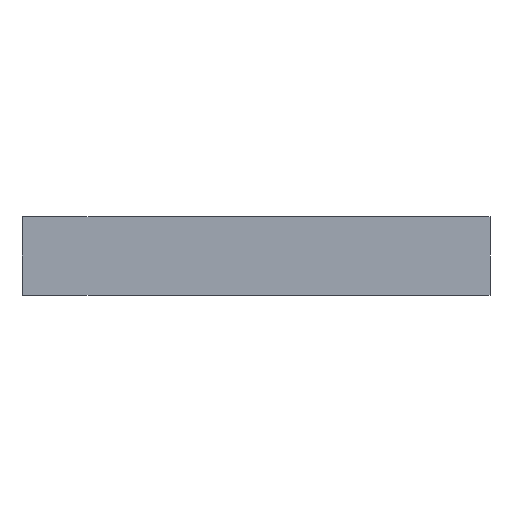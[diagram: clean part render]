
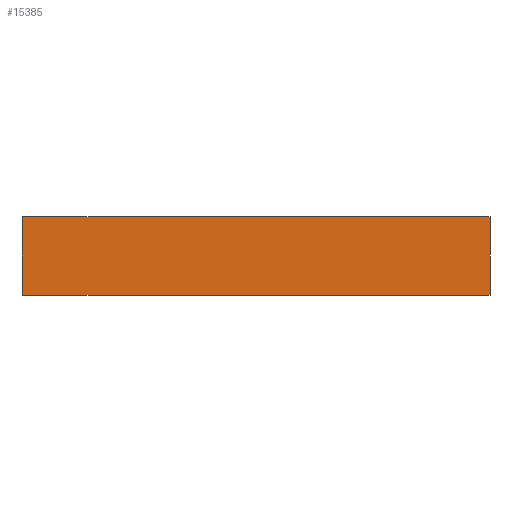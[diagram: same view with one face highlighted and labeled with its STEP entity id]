
A CAD part, front view. The second image highlights one B-rep face of the part: STEP entity #15385.
In plain terms, the highlighted planar face has unit normal (0, -1, 0).
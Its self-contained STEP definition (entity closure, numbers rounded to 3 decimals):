
#13407 = PLANE('',#13408);
#13408 = AXIS2_PLACEMENT_3D('',#13409,#13410,#13411);
#13409 = CARTESIAN_POINT('',(0.,0.,1.6)
  );
#13410 = DIRECTION('',(0.,0.,1.));
#13411 = DIRECTION('',(0.,1.,0.));
#13437 = PLANE('',#13438);
#13438 = AXIS2_PLACEMENT_3D('',#13439,#13440,#13441);
#13439 = CARTESIAN_POINT('',(0.,0.,-1.6
    ));
#13440 = DIRECTION('',(0.,0.,-1.));
#13441 = DIRECTION('',(-1.,0.,0.));
#14124 = EDGE_CURVE('',#14125,#14127,#14129,.T.);
#14125 = VERTEX_POINT('',#14126);
#14126 = CARTESIAN_POINT('',(9.5,-82.5,1.6));
#14127 = VERTEX_POINT('',#14128);
#14128 = CARTESIAN_POINT('',(-9.5,-82.5,1.6));
#14129 = SURFACE_CURVE('',#14130,(#14134,#14141),.PCURVE_S1.);
#14130 = LINE('',#14131,#14132);
#14131 = CARTESIAN_POINT('',(9.5,-82.5,1.6));
#14132 = VECTOR('',#14133,1.);
#14133 = DIRECTION('',(-1.,0.,0.));
#14134 = PCURVE('',#13407,#14135);
#14135 = DEFINITIONAL_REPRESENTATION('',(#14136),#14140);
#14136 = LINE('',#14137,#14138);
#14137 = CARTESIAN_POINT('',(-82.5,-9.5));
#14138 = VECTOR('',#14139,1.);
#14139 = DIRECTION('',(0.,1.));
#14140 = ( GEOMETRIC_REPRESENTATION_CONTEXT(2) 
PARAMETRIC_REPRESENTATION_CONTEXT() REPRESENTATION_CONTEXT('2D SPACE',''
  ) );
#14141 = PCURVE('',#14142,#14147);
#14142 = PLANE('',#14143);
#14143 = AXIS2_PLACEMENT_3D('',#14144,#14145,#14146);
#14144 = CARTESIAN_POINT('',(0.,-82.5,0.));
#14145 = DIRECTION('',(0.,-1.,0.));
#14146 = DIRECTION('',(0.,0.,-1.));
#14147 = DEFINITIONAL_REPRESENTATION('',(#14148),#14152);
#14148 = LINE('',#14149,#14150);
#14149 = CARTESIAN_POINT('',(-1.6,9.5));
#14150 = VECTOR('',#14151,1.);
#14151 = DIRECTION('',(0.,-1.));
#14152 = ( GEOMETRIC_REPRESENTATION_CONTEXT(2) 
PARAMETRIC_REPRESENTATION_CONTEXT() REPRESENTATION_CONTEXT('2D SPACE',''
  ) );
#14170 = PLANE('',#14171);
#14171 = AXIS2_PLACEMENT_3D('',#14172,#14173,#14174);
#14172 = CARTESIAN_POINT('',(9.5,-70.,0.));
#14173 = DIRECTION('',(1.,0.,0.));
#14174 = DIRECTION('',(0.,0.,1.));
#14476 = PLANE('',#14477);
#14477 = AXIS2_PLACEMENT_3D('',#14478,#14479,#14480);
#14478 = CARTESIAN_POINT('',(-9.5,-70.,0.));
#14479 = DIRECTION('',(-1.,0.,0.));
#14480 = DIRECTION('',(0.,0.,-1.));
#14540 = EDGE_CURVE('',#14541,#14543,#14545,.T.);
#14541 = VERTEX_POINT('',#14542);
#14542 = CARTESIAN_POINT('',(-9.5,-82.5,-1.6));
#14543 = VERTEX_POINT('',#14544);
#14544 = CARTESIAN_POINT('',(9.5,-82.5,-1.6));
#14545 = SURFACE_CURVE('',#14546,(#14550,#14557),.PCURVE_S1.);
#14546 = LINE('',#14547,#14548);
#14547 = CARTESIAN_POINT('',(-9.5,-82.5,-1.6));
#14548 = VECTOR('',#14549,1.);
#14549 = DIRECTION('',(1.,-0.,0.));
#14550 = PCURVE('',#13437,#14551);
#14551 = DEFINITIONAL_REPRESENTATION('',(#14552),#14556);
#14552 = LINE('',#14553,#14554);
#14553 = CARTESIAN_POINT('',(9.5,-82.5));
#14554 = VECTOR('',#14555,1.);
#14555 = DIRECTION('',(-1.,0.));
#14556 = ( GEOMETRIC_REPRESENTATION_CONTEXT(2) 
PARAMETRIC_REPRESENTATION_CONTEXT() REPRESENTATION_CONTEXT('2D SPACE',''
  ) );
#14557 = PCURVE('',#14142,#14558);
#14558 = DEFINITIONAL_REPRESENTATION('',(#14559),#14563);
#14559 = LINE('',#14560,#14561);
#14560 = CARTESIAN_POINT('',(1.6,-9.5));
#14561 = VECTOR('',#14562,1.);
#14562 = DIRECTION('',(0.,1.));
#14563 = ( GEOMETRIC_REPRESENTATION_CONTEXT(2) 
PARAMETRIC_REPRESENTATION_CONTEXT() REPRESENTATION_CONTEXT('2D SPACE',''
  ) );
#15385 = ADVANCED_FACE('',(#15386),#14142,.T.);
#15386 = FACE_BOUND('',#15387,.T.);
#15387 = EDGE_LOOP('',(#15388,#15389,#15410,#15411));
#15388 = ORIENTED_EDGE('',*,*,#14540,.T.);
#15389 = ORIENTED_EDGE('',*,*,#15390,.F.);
#15390 = EDGE_CURVE('',#14125,#14543,#15391,.T.);
#15391 = SURFACE_CURVE('',#15392,(#15396,#15403),.PCURVE_S1.);
#15392 = LINE('',#15393,#15394);
#15393 = CARTESIAN_POINT('',(9.5,-82.5,1.6));
#15394 = VECTOR('',#15395,1.);
#15395 = DIRECTION('',(0.,0.,-1.));
#15396 = PCURVE('',#14142,#15397);
#15397 = DEFINITIONAL_REPRESENTATION('',(#15398),#15402);
#15398 = LINE('',#15399,#15400);
#15399 = CARTESIAN_POINT('',(-1.6,9.5));
#15400 = VECTOR('',#15401,1.);
#15401 = DIRECTION('',(1.,0.));
#15402 = ( GEOMETRIC_REPRESENTATION_CONTEXT(2) 
PARAMETRIC_REPRESENTATION_CONTEXT() REPRESENTATION_CONTEXT('2D SPACE',''
  ) );
#15403 = PCURVE('',#14170,#15404);
#15404 = DEFINITIONAL_REPRESENTATION('',(#15405),#15409);
#15405 = LINE('',#15406,#15407);
#15406 = CARTESIAN_POINT('',(1.6,12.5));
#15407 = VECTOR('',#15408,1.);
#15408 = DIRECTION('',(-1.,0.));
#15409 = ( GEOMETRIC_REPRESENTATION_CONTEXT(2) 
PARAMETRIC_REPRESENTATION_CONTEXT() REPRESENTATION_CONTEXT('2D SPACE',''
  ) );
#15410 = ORIENTED_EDGE('',*,*,#14124,.T.);
#15411 = ORIENTED_EDGE('',*,*,#15412,.T.);
#15412 = EDGE_CURVE('',#14127,#14541,#15413,.T.);
#15413 = SURFACE_CURVE('',#15414,(#15418,#15425),.PCURVE_S1.);
#15414 = LINE('',#15415,#15416);
#15415 = CARTESIAN_POINT('',(-9.5,-82.5,1.6));
#15416 = VECTOR('',#15417,1.);
#15417 = DIRECTION('',(0.,0.,-1.));
#15418 = PCURVE('',#14142,#15419);
#15419 = DEFINITIONAL_REPRESENTATION('',(#15420),#15424);
#15420 = LINE('',#15421,#15422);
#15421 = CARTESIAN_POINT('',(-1.6,-9.5));
#15422 = VECTOR('',#15423,1.);
#15423 = DIRECTION('',(1.,0.));
#15424 = ( GEOMETRIC_REPRESENTATION_CONTEXT(2) 
PARAMETRIC_REPRESENTATION_CONTEXT() REPRESENTATION_CONTEXT('2D SPACE',''
  ) );
#15425 = PCURVE('',#14476,#15426);
#15426 = DEFINITIONAL_REPRESENTATION('',(#15427),#15431);
#15427 = LINE('',#15428,#15429);
#15428 = CARTESIAN_POINT('',(-1.6,12.5));
#15429 = VECTOR('',#15430,1.);
#15430 = DIRECTION('',(1.,0.));
#15431 = ( GEOMETRIC_REPRESENTATION_CONTEXT(2) 
PARAMETRIC_REPRESENTATION_CONTEXT() REPRESENTATION_CONTEXT('2D SPACE',''
  ) );
